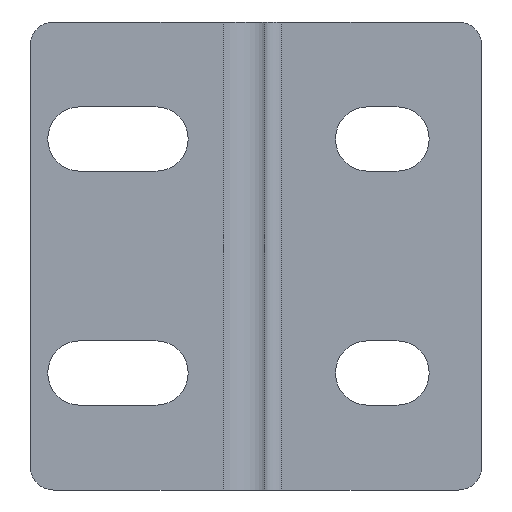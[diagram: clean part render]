
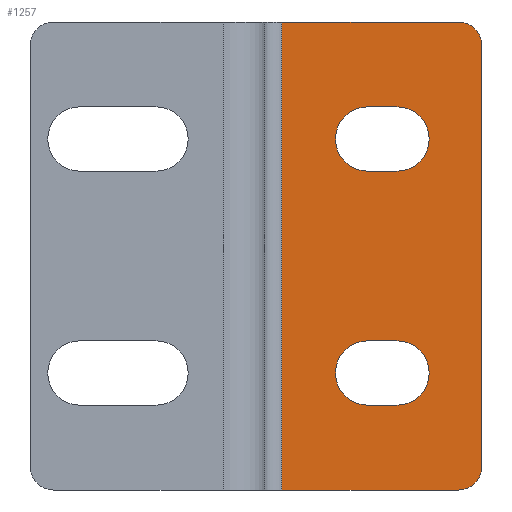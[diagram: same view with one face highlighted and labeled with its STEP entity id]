
A CAD part, left-side view. The second image highlights one B-rep face of the part: STEP entity #1257.
In plain terms, the highlighted planar face has unit normal (-1, 0, 0).
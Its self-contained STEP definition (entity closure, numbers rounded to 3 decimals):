
#11 = CARTESIAN_POINT ( 'NONE',  ( -2., 0., 32.75 ) ) ;
#19 = AXIS2_PLACEMENT_3D ( 'NONE', #392, #474, #944 ) ;
#60 = DIRECTION ( 'NONE',  ( 0., 1., 0. ) ) ;
#85 = VERTEX_POINT ( 'NONE', #1335 ) ;
#86 = LINE ( 'NONE', #736, #755 ) ;
#93 = AXIS2_PLACEMENT_3D ( 'NONE', #384, #824, #1260 ) ;
#118 = CARTESIAN_POINT ( 'NONE',  ( -2., -3.5, 0. ) ) ;
#130 = AXIS2_PLACEMENT_3D ( 'NONE', #1150, #156, #713 ) ;
#135 = DIRECTION ( 'NONE',  ( 0., -1., 0. ) ) ;
#142 = CARTESIAN_POINT ( 'NONE',  ( -2., -16.1, 10. ) ) ;
#156 = DIRECTION ( 'NONE',  ( -1., 0., 0. ) ) ;
#159 = VERTEX_POINT ( 'NONE', #884 ) ;
#172 = VECTOR ( 'NONE', #690, 1000. ) ;
#180 = ORIENTED_EDGE ( 'NONE', *, *, #418, .T. ) ;
#191 = EDGE_CURVE ( 'NONE', #159, #1238, #902, .T. ) ;
#207 = DIRECTION ( 'NONE',  ( 0., 1., 0. ) ) ;
#239 = LINE ( 'NONE', #11, #644 ) ;
#242 = VERTEX_POINT ( 'NONE', #280 ) ;
#245 = CARTESIAN_POINT ( 'NONE',  ( -2., -13.35, 27.25 ) ) ;
#252 = VECTOR ( 'NONE', #1430, 1000. ) ;
#254 = PLANE ( 'NONE',  #19 ) ;
#258 = EDGE_CURVE ( 'NONE', #922, #85, #388, .T. ) ;
#263 = CARTESIAN_POINT ( 'NONE',  ( -2., -13.35, 10. ) ) ;
#264 = CARTESIAN_POINT ( 'NONE',  ( -2., -10.85, 32.75 ) ) ;
#279 = EDGE_CURVE ( 'NONE', #928, #1197, #1111, .T. ) ;
#280 = CARTESIAN_POINT ( 'NONE',  ( -2., -3.5, 40. ) ) ;
#282 = ORIENTED_EDGE ( 'NONE', *, *, #1389, .F. ) ;
#302 = CARTESIAN_POINT ( 'NONE',  ( -2., -20.6, 38. ) ) ;
#323 = DIRECTION ( 'NONE',  ( 0., 1., 0. ) ) ;
#330 = CARTESIAN_POINT ( 'NONE',  ( -2., 0., 7.25 ) ) ;
#348 = EDGE_LOOP ( 'NONE', ( #693, #814, #1320, #1405, #687, #1253 ) ) ;
#356 = CARTESIAN_POINT ( 'NONE',  ( -2., 0., 12.75 ) ) ;
#368 = CARTESIAN_POINT ( 'NONE',  ( -2., -16.1, 30. ) ) ;
#369 = EDGE_CURVE ( 'NONE', #382, #1240, #646, .T. ) ;
#382 = VERTEX_POINT ( 'NONE', #302 ) ;
#384 = CARTESIAN_POINT ( 'NONE',  ( -2., -18.6, 2. ) ) ;
#387 = EDGE_CURVE ( 'NONE', #1087, #927, #86, .T. ) ;
#388 = CIRCLE ( 'NONE', #130, 2.75 ) ;
#392 = CARTESIAN_POINT ( 'NONE',  ( -2., 0., 20. ) ) ;
#418 = EDGE_CURVE ( 'NONE', #1207, #601, #1140, .T. ) ;
#422 = CIRCLE ( 'NONE', #493, 2.75 ) ;
#438 = CIRCLE ( 'NONE', #817, 2.75 ) ;
#443 = EDGE_CURVE ( 'NONE', #1197, #1207, #991, .T. ) ;
#457 = ORIENTED_EDGE ( 'NONE', *, *, #1429, .T. ) ;
#459 = ORIENTED_EDGE ( 'NONE', *, *, #279, .T. ) ;
#474 = DIRECTION ( 'NONE',  ( -1., 0., 0. ) ) ;
#493 = AXIS2_PLACEMENT_3D ( 'NONE', #1402, #1180, #323 ) ;
#505 = AXIS2_PLACEMENT_3D ( 'NONE', #973, #1309, #864 ) ;
#532 = AXIS2_PLACEMENT_3D ( 'NONE', #578, #1251, #1018 ) ;
#547 = EDGE_CURVE ( 'NONE', #382, #1434, #940, .T. ) ;
#555 = CARTESIAN_POINT ( 'NONE',  ( -2., -13.35, 7.25 ) ) ;
#560 = VERTEX_POINT ( 'NONE', #952 ) ;
#576 = DIRECTION ( 'NONE',  ( 0., -1., 0. ) ) ;
#578 = CARTESIAN_POINT ( 'NONE',  ( -2., -10.85, 30. ) ) ;
#579 = CARTESIAN_POINT ( 'NONE',  ( -2., -18.6, 40. ) ) ;
#587 = LINE ( 'NONE', #800, #172 ) ;
#601 = VERTEX_POINT ( 'NONE', #1382 ) ;
#612 = FACE_BOUND ( 'NONE', #1431, .T. ) ;
#644 = VECTOR ( 'NONE', #1242, 1000. ) ;
#646 = LINE ( 'NONE', #749, #890 ) ;
#647 = DIRECTION ( 'NONE',  ( 0., 1., 0. ) ) ;
#654 = CARTESIAN_POINT ( 'NONE',  ( -2., -10.85, 7.25 ) ) ;
#687 = ORIENTED_EDGE ( 'NONE', *, *, #717, .T. ) ;
#690 = DIRECTION ( 'NONE',  ( 0., 0., 1. ) ) ;
#693 = ORIENTED_EDGE ( 'NONE', *, *, #387, .F. ) ;
#698 = CIRCLE ( 'NONE', #532, 2.75 ) ;
#709 = DIRECTION ( 'NONE',  ( -1., 0., 0. ) ) ;
#713 = DIRECTION ( 'NONE',  ( 0., 1., 0. ) ) ;
#717 = EDGE_CURVE ( 'NONE', #1434, #242, #849, .T. ) ;
#736 = CARTESIAN_POINT ( 'NONE',  ( -2., 0., 0. ) ) ;
#749 = CARTESIAN_POINT ( 'NONE',  ( -2., -20.6, 20. ) ) ;
#755 = VECTOR ( 'NONE', #207, 1000. ) ;
#761 = CARTESIAN_POINT ( 'NONE',  ( -2., -20.6, 2. ) ) ;
#793 = DIRECTION ( 'NONE',  ( 0., 1., 0. ) ) ;
#798 = CARTESIAN_POINT ( 'NONE',  ( -2., 0., 27.25 ) ) ;
#800 = CARTESIAN_POINT ( 'NONE',  ( -2., -3.5, 20. ) ) ;
#814 = ORIENTED_EDGE ( 'NONE', *, *, #1343, .T. ) ;
#816 = FACE_BOUND ( 'NONE', #1228, .T. ) ;
#817 = AXIS2_PLACEMENT_3D ( 'NONE', #263, #1105, #793 ) ;
#822 = ORIENTED_EDGE ( 'NONE', *, *, #191, .F. ) ;
#823 = ORIENTED_EDGE ( 'NONE', *, *, #443, .T. ) ;
#824 = DIRECTION ( 'NONE',  ( -1., 0., 0. ) ) ;
#838 = CARTESIAN_POINT ( 'NONE',  ( -2., -13.35, 10. ) ) ;
#849 = LINE ( 'NONE', #963, #1163 ) ;
#852 = ORIENTED_EDGE ( 'NONE', *, *, #1148, .F. ) ;
#864 = DIRECTION ( 'NONE',  ( 0., 1., 0. ) ) ;
#884 = CARTESIAN_POINT ( 'NONE',  ( -2., -10.85, 27.25 ) ) ;
#890 = VECTOR ( 'NONE', #1410, 1000. ) ;
#902 = LINE ( 'NONE', #798, #979 ) ;
#910 = FACE_OUTER_BOUND ( 'NONE', #348, .T. ) ;
#922 = VERTEX_POINT ( 'NONE', #368 ) ;
#927 = VERTEX_POINT ( 'NONE', #118 ) ;
#928 = VERTEX_POINT ( 'NONE', #142 ) ;
#934 = ORIENTED_EDGE ( 'NONE', *, *, #1314, .F. ) ;
#940 = CIRCLE ( 'NONE', #1117, 2. ) ;
#944 = DIRECTION ( 'NONE',  ( 0., -1., 0. ) ) ;
#952 = CARTESIAN_POINT ( 'NONE',  ( -2., -13.35, 12.75 ) ) ;
#963 = CARTESIAN_POINT ( 'NONE',  ( -2., 0., 40. ) ) ;
#973 = CARTESIAN_POINT ( 'NONE',  ( -2., -10.85, 10. ) ) ;
#979 = VECTOR ( 'NONE', #576, 1000. ) ;
#989 = VECTOR ( 'NONE', #135, 1000. ) ;
#991 = LINE ( 'NONE', #330, #252 ) ;
#996 = VERTEX_POINT ( 'NONE', #264 ) ;
#1018 = DIRECTION ( 'NONE',  ( 0., 1., 0. ) ) ;
#1026 = CARTESIAN_POINT ( 'NONE',  ( -2., -18.6, 38. ) ) ;
#1035 = DIRECTION ( 'NONE',  ( 0., -1., 0. ) ) ;
#1039 = ORIENTED_EDGE ( 'NONE', *, *, #258, .F. ) ;
#1065 = CARTESIAN_POINT ( 'NONE',  ( -2., -18.6, 0. ) ) ;
#1087 = VERTEX_POINT ( 'NONE', #1065 ) ;
#1105 = DIRECTION ( 'NONE',  ( 1., 0., 0. ) ) ;
#1111 = CIRCLE ( 'NONE', #1303, 2.75 ) ;
#1114 = LINE ( 'NONE', #356, #989 ) ;
#1117 = AXIS2_PLACEMENT_3D ( 'NONE', #1026, #709, #1035 ) ;
#1134 = ORIENTED_EDGE ( 'NONE', *, *, #1403, .T. ) ;
#1140 = CIRCLE ( 'NONE', #505, 2.75 ) ;
#1148 = EDGE_CURVE ( 'NONE', #1238, #922, #422, .T. ) ;
#1150 = CARTESIAN_POINT ( 'NONE',  ( -2., -13.35, 30. ) ) ;
#1163 = VECTOR ( 'NONE', #647, 1000. ) ;
#1180 = DIRECTION ( 'NONE',  ( -1., 0., 0. ) ) ;
#1197 = VERTEX_POINT ( 'NONE', #555 ) ;
#1207 = VERTEX_POINT ( 'NONE', #654 ) ;
#1228 = EDGE_LOOP ( 'NONE', ( #282, #1039, #852, #822, #934 ) ) ;
#1238 = VERTEX_POINT ( 'NONE', #245 ) ;
#1240 = VERTEX_POINT ( 'NONE', #761 ) ;
#1242 = DIRECTION ( 'NONE',  ( 0., 1., 0. ) ) ;
#1251 = DIRECTION ( 'NONE',  ( -1., 0., 0. ) ) ;
#1253 = ORIENTED_EDGE ( 'NONE', *, *, #1300, .F. ) ;
#1257 = ADVANCED_FACE ( 'NONE', ( #612, #910, #816 ), #254, .T. ) ;
#1260 = DIRECTION ( 'NONE',  ( 0., -1., 0. ) ) ;
#1279 = DIRECTION ( 'NONE',  ( 1., 0., 0. ) ) ;
#1300 = EDGE_CURVE ( 'NONE', #927, #242, #587, .T. ) ;
#1303 = AXIS2_PLACEMENT_3D ( 'NONE', #838, #1279, #60 ) ;
#1309 = DIRECTION ( 'NONE',  ( 1., 0., 0. ) ) ;
#1314 = EDGE_CURVE ( 'NONE', #996, #159, #698, .T. ) ;
#1320 = ORIENTED_EDGE ( 'NONE', *, *, #369, .F. ) ;
#1335 = CARTESIAN_POINT ( 'NONE',  ( -2., -13.35, 32.75 ) ) ;
#1339 = CIRCLE ( 'NONE', #93, 2. ) ;
#1343 = EDGE_CURVE ( 'NONE', #1087, #1240, #1339, .T. ) ;
#1382 = CARTESIAN_POINT ( 'NONE',  ( -2., -10.85, 12.75 ) ) ;
#1389 = EDGE_CURVE ( 'NONE', #85, #996, #239, .T. ) ;
#1402 = CARTESIAN_POINT ( 'NONE',  ( -2., -13.35, 30. ) ) ;
#1403 = EDGE_CURVE ( 'NONE', #560, #928, #438, .T. ) ;
#1405 = ORIENTED_EDGE ( 'NONE', *, *, #547, .T. ) ;
#1410 = DIRECTION ( 'NONE',  ( 0., 0., -1. ) ) ;
#1429 = EDGE_CURVE ( 'NONE', #601, #560, #1114, .T. ) ;
#1430 = DIRECTION ( 'NONE',  ( 0., 1., 0. ) ) ;
#1431 = EDGE_LOOP ( 'NONE', ( #823, #180, #457, #1134, #459 ) ) ;
#1434 = VERTEX_POINT ( 'NONE', #579 ) ;
